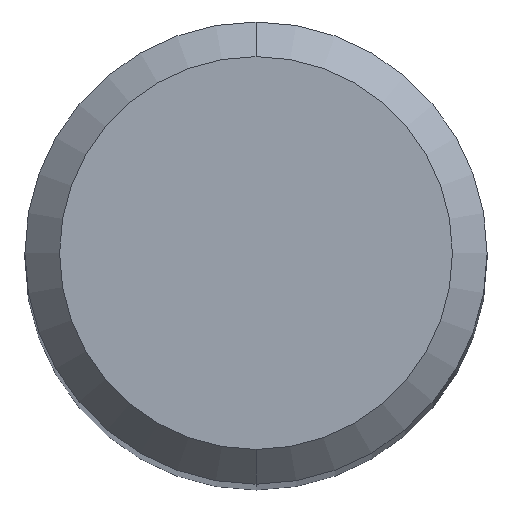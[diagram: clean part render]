
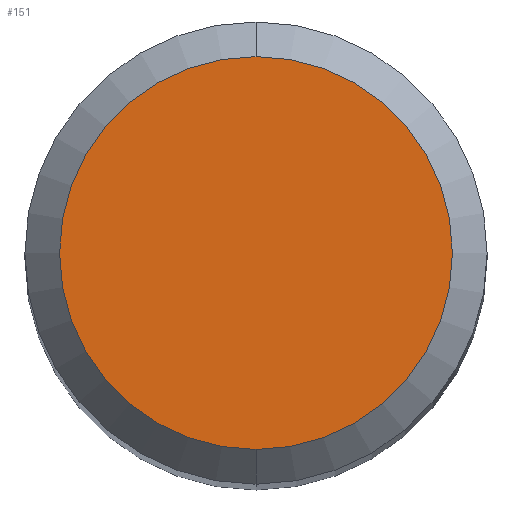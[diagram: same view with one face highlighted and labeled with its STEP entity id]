
A CAD part, top view. The second image highlights one B-rep face of the part: STEP entity #151.
In plain terms, the highlighted planar face has unit normal (0, 0, 1).
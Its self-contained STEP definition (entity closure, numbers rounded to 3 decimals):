
#101=EDGE_CURVE('',#189,#147,#252,.T.);
#147=VERTEX_POINT('',#305);
#151=ADVANCED_FACE('',(#309),#310,.T.);
#189=VERTEX_POINT('',#353);
#209=EDGE_CURVE('',#147,#189,#375,.T.);
#252=CIRCLE('',#415,1.7);
#305=CARTESIAN_POINT('',(0.0,1.7,0.0));
#309=FACE_OUTER_BOUND('',#483,.T.);
#310=PLANE('',#484);
#353=CARTESIAN_POINT('',(0.,-1.7,0.0));
#375=CIRCLE('',#568,1.7);
#415=AXIS2_PLACEMENT_3D('',#602,#603,#604);
#483=EDGE_LOOP('',(#677,#678));
#484=AXIS2_PLACEMENT_3D('',#679,#680,#681);
#568=AXIS2_PLACEMENT_3D('',#757,#758,#759);
#602=CARTESIAN_POINT('',(0.0,0.0,0.0));
#603=DIRECTION('',(0.0,0.0,-1.0));
#604=DIRECTION('',(0.0,1.0,0.0));
#677=ORIENTED_EDGE('',*,*,#209,.F.);
#678=ORIENTED_EDGE('',*,*,#101,.F.);
#679=CARTESIAN_POINT('',(0.0,0.85,0.0));
#680=DIRECTION('',(-0.0,0.0,1.0));
#681=DIRECTION('',(0.0,-1.0,0.0));
#757=CARTESIAN_POINT('',(0.0,0.0,0.0));
#758=DIRECTION('',(0.0,0.0,-1.0));
#759=DIRECTION('',(0.0,1.0,0.0));
